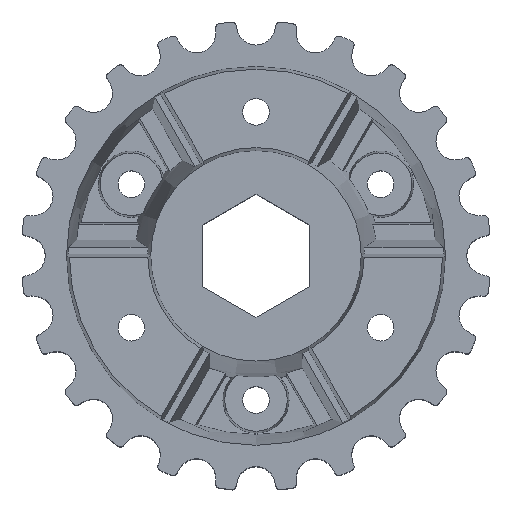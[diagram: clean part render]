
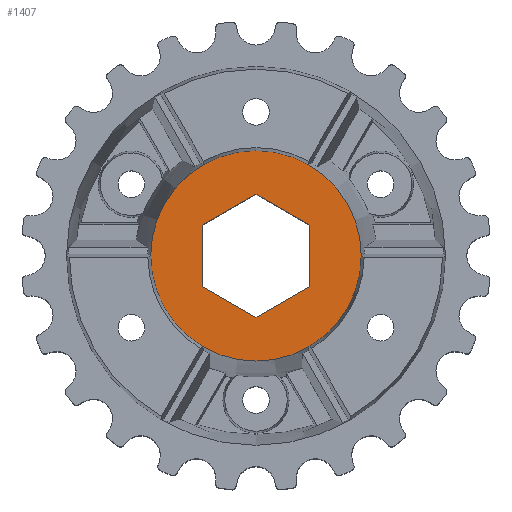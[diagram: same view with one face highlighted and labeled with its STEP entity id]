
A CAD part, top view. The second image highlights one B-rep face of the part: STEP entity #1407.
In plain terms, the highlighted planar face has unit normal (0, 0, 1).
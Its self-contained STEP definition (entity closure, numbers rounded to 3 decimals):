
#20 = AXIS2_PLACEMENT_3D ( 'NONE', #10972, #8416, #8494 ) ;
#36 = VERTEX_POINT ( 'NONE', #5629 ) ;
#66 = CIRCLE ( 'NONE', #772, 4.938 ) ;
#93 = ORIENTED_EDGE ( 'NONE', *, *, #6000, .F. ) ;
#111 = VERTEX_POINT ( 'NONE', #1525 ) ;
#125 = VERTEX_POINT ( 'NONE', #10901 ) ;
#159 = CARTESIAN_POINT ( 'NONE',  ( -1.5, -11.459, 9.95 ) ) ;
#539 = ORIENTED_EDGE ( 'NONE', *, *, #8481, .F. ) ;
#618 = CARTESIAN_POINT ( 'NONE',  ( -1.5, -8.572, 9.95 ) ) ;
#694 = ORIENTED_EDGE ( 'NONE', *, *, #5475, .F. ) ;
#772 = AXIS2_PLACEMENT_3D ( 'NONE', #9482, #6932, #2890 ) ;
#888 = CARTESIAN_POINT ( 'NONE',  ( 1., -12.903, 9.95 ) ) ;
#907 = DIRECTION ( 'NONE',  ( 0., -1., 0. ) ) ;
#938 = CARTESIAN_POINT ( 'NONE',  ( 0.969, -15.736, 9.95 ) ) ;
#1407 = ADVANCED_FACE ( 'NONE', ( #2364, #2097 ), #4388, .T. ) ;
#1525 = CARTESIAN_POINT ( 'NONE',  ( -4., -12.903, 9.95 ) ) ;
#1551 = CARTESIAN_POINT ( 'NONE',  ( -1.5, -14.346, 9.95 ) ) ;
#1559 = VERTEX_POINT ( 'NONE', #4646 ) ;
#1608 = VERTEX_POINT ( 'NONE', #8988 ) ;
#1631 = DIRECTION ( 'NONE',  ( 0., 0., 1. ) ) ;
#1658 = DIRECTION ( 'NONE',  ( -1., 0., 0. ) ) ;
#1753 = LINE ( 'NONE', #2516, #2818 ) ;
#1874 = ORIENTED_EDGE ( 'NONE', *, *, #2005, .F. ) ;
#2005 = EDGE_CURVE ( 'NONE', #36, #4327, #8936, .T. ) ;
#2091 = EDGE_LOOP ( 'NONE', ( #5780, #9253, #539, #1874, #694, #93 ) ) ;
#2097 = FACE_OUTER_BOUND ( 'NONE', #2526, .T. ) ;
#2112 = CARTESIAN_POINT ( 'NONE',  ( -1.5, -14.346, 9.95 ) ) ;
#2133 = CARTESIAN_POINT ( 'NONE',  ( 0.969, -7.183, 9.95 ) ) ;
#2269 = DIRECTION ( 'NONE',  ( 0., 0., 1. ) ) ;
#2275 = CARTESIAN_POINT ( 'NONE',  ( 3.438, -11.459, 9.95 ) ) ;
#2345 = LINE ( 'NONE', #888, #10332 ) ;
#2364 = FACE_BOUND ( 'NONE', #2091, .T. ) ;
#2412 = DIRECTION ( 'NONE',  ( -0.866, 0.5, 0. ) ) ;
#2447 = CARTESIAN_POINT ( 'NONE',  ( -1.5, -11.459, 9.95 ) ) ;
#2516 = CARTESIAN_POINT ( 'NONE',  ( -4., -10.016, 9.95 ) ) ;
#2526 = EDGE_LOOP ( 'NONE', ( #9733, #6446, #6267, #6144, #8606, #4199 ) ) ;
#2681 = EDGE_CURVE ( 'NONE', #111, #6906, #4395, .T. ) ;
#2818 = VECTOR ( 'NONE', #907, 1000. ) ;
#2866 = EDGE_CURVE ( 'NONE', #4606, #1559, #8373, .T. ) ;
#2890 = DIRECTION ( 'NONE',  ( -1., 0., 0. ) ) ;
#3283 = CIRCLE ( 'NONE', #5760, 4.938 ) ;
#3290 = DIRECTION ( 'NONE',  ( -0.866, -0.5, 0. ) ) ;
#3357 = CIRCLE ( 'NONE', #4563, 4.938 ) ;
#3634 = CARTESIAN_POINT ( 'NONE',  ( -6.438, -11.459, 9.95 ) ) ;
#4126 = VERTEX_POINT ( 'NONE', #3634 ) ;
#4199 = ORIENTED_EDGE ( 'NONE', *, *, #8101, .T. ) ;
#4315 = DIRECTION ( 'NONE',  ( 0., 0., 1. ) ) ;
#4327 = VERTEX_POINT ( 'NONE', #618 ) ;
#4388 = PLANE ( 'NONE',  #6588 ) ;
#4395 = LINE ( 'NONE', #8854, #5976 ) ;
#4563 = AXIS2_PLACEMENT_3D ( 'NONE', #7402, #2269, #9147 ) ;
#4606 = VERTEX_POINT ( 'NONE', #2133 ) ;
#4646 = CARTESIAN_POINT ( 'NONE',  ( -3.969, -7.183, 9.95 ) ) ;
#5027 = DIRECTION ( 'NONE',  ( -1., 0., 0. ) ) ;
#5035 = DIRECTION ( 'NONE',  ( -1., 0., 0. ) ) ;
#5156 = CARTESIAN_POINT ( 'NONE',  ( 1., -12.903, 9.95 ) ) ;
#5197 = AXIS2_PLACEMENT_3D ( 'NONE', #2447, #1631, #5035 ) ;
#5283 = AXIS2_PLACEMENT_3D ( 'NONE', #10105, #4315, #5027 ) ;
#5475 = EDGE_CURVE ( 'NONE', #9512, #36, #2345, .T. ) ;
#5616 = DIRECTION ( 'NONE',  ( 0.866, 0.5, 0. ) ) ;
#5629 = CARTESIAN_POINT ( 'NONE',  ( 1., -10.016, 9.95 ) ) ;
#5760 = AXIS2_PLACEMENT_3D ( 'NONE', #8297, #10856, #9996 ) ;
#5780 = ORIENTED_EDGE ( 'NONE', *, *, #2681, .F. ) ;
#5976 = VECTOR ( 'NONE', #6194, 1000. ) ;
#6000 = EDGE_CURVE ( 'NONE', #6906, #9512, #6424, .T. ) ;
#6144 = ORIENTED_EDGE ( 'NONE', *, *, #9664, .T. ) ;
#6194 = DIRECTION ( 'NONE',  ( 0.866, -0.5, 0. ) ) ;
#6219 = VERTEX_POINT ( 'NONE', #938 ) ;
#6267 = ORIENTED_EDGE ( 'NONE', *, *, #8445, .F. ) ;
#6424 = LINE ( 'NONE', #2112, #7221 ) ;
#6446 = ORIENTED_EDGE ( 'NONE', *, *, #7045, .T. ) ;
#6588 = AXIS2_PLACEMENT_3D ( 'NONE', #159, #6770, #1658 ) ;
#6770 = DIRECTION ( 'NONE',  ( 0., 0., 1. ) ) ;
#6789 = DIRECTION ( 'NONE',  ( 0., 1., 0. ) ) ;
#6906 = VERTEX_POINT ( 'NONE', #1551 ) ;
#6932 = DIRECTION ( 'NONE',  ( 0., 0., 1. ) ) ;
#7045 = EDGE_CURVE ( 'NONE', #125, #6219, #9366, .T. ) ;
#7114 = LINE ( 'NONE', #7479, #7776 ) ;
#7221 = VECTOR ( 'NONE', #5616, 1000. ) ;
#7402 = CARTESIAN_POINT ( 'NONE',  ( -1.5, -11.459, 9.95 ) ) ;
#7415 = VERTEX_POINT ( 'NONE', #2275 ) ;
#7479 = CARTESIAN_POINT ( 'NONE',  ( -1.5, -8.572, 9.95 ) ) ;
#7776 = VECTOR ( 'NONE', #3290, 1000. ) ;
#8101 = EDGE_CURVE ( 'NONE', #1559, #4126, #3283, .T. ) ;
#8297 = CARTESIAN_POINT ( 'NONE',  ( -1.5, -11.459, 9.95 ) ) ;
#8373 = CIRCLE ( 'NONE', #5197, 4.938 ) ;
#8381 = EDGE_CURVE ( 'NONE', #4126, #125, #3357, .T. ) ;
#8416 = DIRECTION ( 'NONE',  ( 0., 0., -1. ) ) ;
#8445 = EDGE_CURVE ( 'NONE', #7415, #6219, #8579, .T. ) ;
#8481 = EDGE_CURVE ( 'NONE', #4327, #1608, #7114, .T. ) ;
#8494 = DIRECTION ( 'NONE',  ( -1., 0., 0. ) ) ;
#8579 = CIRCLE ( 'NONE', #20, 4.938 ) ;
#8606 = ORIENTED_EDGE ( 'NONE', *, *, #2866, .T. ) ;
#8854 = CARTESIAN_POINT ( 'NONE',  ( -1.717, -14.221, 9.95 ) ) ;
#8936 = LINE ( 'NONE', #9434, #9326 ) ;
#8988 = CARTESIAN_POINT ( 'NONE',  ( -4., -10.016, 9.95 ) ) ;
#9147 = DIRECTION ( 'NONE',  ( -1., 0., 0. ) ) ;
#9253 = ORIENTED_EDGE ( 'NONE', *, *, #10291, .F. ) ;
#9326 = VECTOR ( 'NONE', #2412, 1000. ) ;
#9366 = CIRCLE ( 'NONE', #5283, 4.938 ) ;
#9434 = CARTESIAN_POINT ( 'NONE',  ( 1., -10.016, 9.95 ) ) ;
#9482 = CARTESIAN_POINT ( 'NONE',  ( -1.5, -11.459, 9.95 ) ) ;
#9512 = VERTEX_POINT ( 'NONE', #5156 ) ;
#9664 = EDGE_CURVE ( 'NONE', #7415, #4606, #66, .T. ) ;
#9733 = ORIENTED_EDGE ( 'NONE', *, *, #8381, .T. ) ;
#9996 = DIRECTION ( 'NONE',  ( -1., 0., 0. ) ) ;
#10105 = CARTESIAN_POINT ( 'NONE',  ( -1.5, -11.459, 9.95 ) ) ;
#10291 = EDGE_CURVE ( 'NONE', #1608, #111, #1753, .T. ) ;
#10332 = VECTOR ( 'NONE', #6789, 1000. ) ;
#10856 = DIRECTION ( 'NONE',  ( 0., 0., 1. ) ) ;
#10901 = CARTESIAN_POINT ( 'NONE',  ( -3.969, -15.736, 9.95 ) ) ;
#10972 = CARTESIAN_POINT ( 'NONE',  ( -1.5, -11.459, 9.95 ) ) ;
